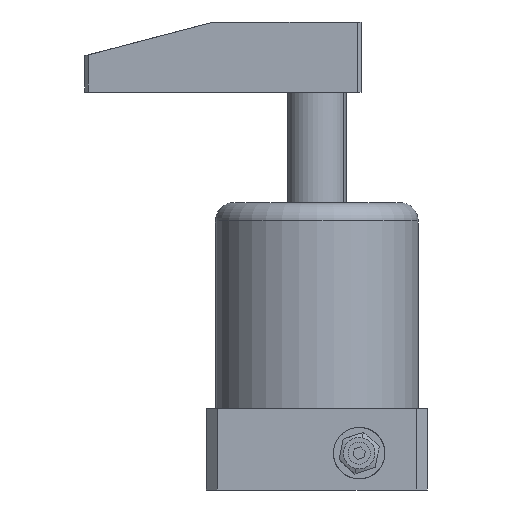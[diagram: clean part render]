
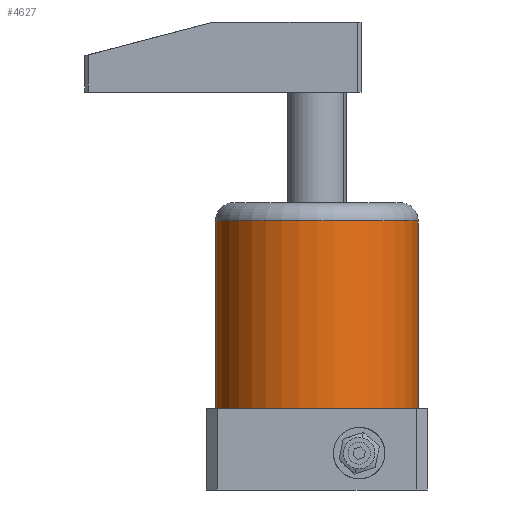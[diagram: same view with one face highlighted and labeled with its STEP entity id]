
A CAD part, front view. The second image highlights one B-rep face of the part: STEP entity #4627.
In plain terms, the highlighted cylindrical face has radius 27.5 mm (diameter 55 mm), a partial arc.
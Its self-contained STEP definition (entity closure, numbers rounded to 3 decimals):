
#60 = CARTESIAN_POINT ( 'NONE',  ( 27.5, 0., 22. ) ) ;
#64 = CARTESIAN_POINT ( 'NONE',  ( 27.5, 0., 73. ) ) ;
#130 = CARTESIAN_POINT ( 'NONE',  ( -27.5, 0., 73. ) ) ;
#245 = CARTESIAN_POINT ( 'NONE',  ( -27.5, 0., 22. ) ) ;
#1000 = CARTESIAN_POINT ( 'NONE',  ( -27.5, 0., 78. ) ) ;
#1004 = DIRECTION ( 'NONE',  ( 0., 0., -1. ) ) ;
#1008 = DIRECTION ( 'NONE',  ( 0., 0., -1. ) ) ;
#1009 = CARTESIAN_POINT ( 'NONE',  ( 27.5, 0., 78. ) ) ;
#1385 = DIRECTION ( 'NONE',  ( 1., 0., 0. ) ) ;
#1386 = DIRECTION ( 'NONE',  ( 0., 0., -1. ) ) ;
#1388 = CARTESIAN_POINT ( 'NONE',  ( 0., 0., 73. ) ) ;
#1443 = CYLINDRICAL_SURFACE ( 'NONE', #2349, 27.5 ) ;
#1449 = FACE_OUTER_BOUND ( 'NONE', #5064, .T. ) ;
#2294 = AXIS2_PLACEMENT_3D ( 'NONE', #1388, #1386, #1385 ) ;
#2307 = AXIS2_PLACEMENT_3D ( 'NONE', #5591, #5590, #5589 ) ;
#2349 = AXIS2_PLACEMENT_3D ( 'NONE', #5462, #5478, #5508 ) ;
#2638 = ORIENTED_EDGE ( 'NONE', *, *, #6384, .F. ) ;
#3061 = EDGE_CURVE ( 'NONE', #5987, #5910, #3526, .T. ) ;
#3090 = EDGE_CURVE ( 'NONE', #5932, #5992, #3488, .T. ) ;
#3214 = VECTOR ( 'NONE', #1008, 1000. ) ;
#3221 = VECTOR ( 'NONE', #1004, 1000. ) ;
#3222 = LINE ( 'NONE', #1000, #3214 ) ;
#3225 = LINE ( 'NONE', #1009, #3221 ) ;
#3488 = CIRCLE ( 'NONE', #2307, 27.5 ) ;
#3526 = CIRCLE ( 'NONE', #2294, 27.5 ) ;
#4627 = ADVANCED_FACE ( 'NONE', ( #1449 ), #1443, .T. ) ;
#5064 = EDGE_LOOP ( 'NONE', ( #2638, #6316, #6311, #6498 ) ) ;
#5462 = CARTESIAN_POINT ( 'NONE',  ( 0., 0., 78. ) ) ;
#5478 = DIRECTION ( 'NONE',  ( 0., 0., -1. ) ) ;
#5508 = DIRECTION ( 'NONE',  ( -1., 0., 0. ) ) ;
#5589 = DIRECTION ( 'NONE',  ( -1., 0., 0. ) ) ;
#5590 = DIRECTION ( 'NONE',  ( 0., 0., 1. ) ) ;
#5591 = CARTESIAN_POINT ( 'NONE',  ( 0., 0., 22. ) ) ;
#5910 = VERTEX_POINT ( 'NONE', #130 ) ;
#5932 = VERTEX_POINT ( 'NONE', #245 ) ;
#5987 = VERTEX_POINT ( 'NONE', #64 ) ;
#5992 = VERTEX_POINT ( 'NONE', #60 ) ;
#6311 = ORIENTED_EDGE ( 'NONE', *, *, #6386, .T. ) ;
#6316 = ORIENTED_EDGE ( 'NONE', *, *, #3061, .T. ) ;
#6384 = EDGE_CURVE ( 'NONE', #5987, #5992, #3225, .T. ) ;
#6386 = EDGE_CURVE ( 'NONE', #5910, #5932, #3222, .T. ) ;
#6498 = ORIENTED_EDGE ( 'NONE', *, *, #3090, .T. ) ;
